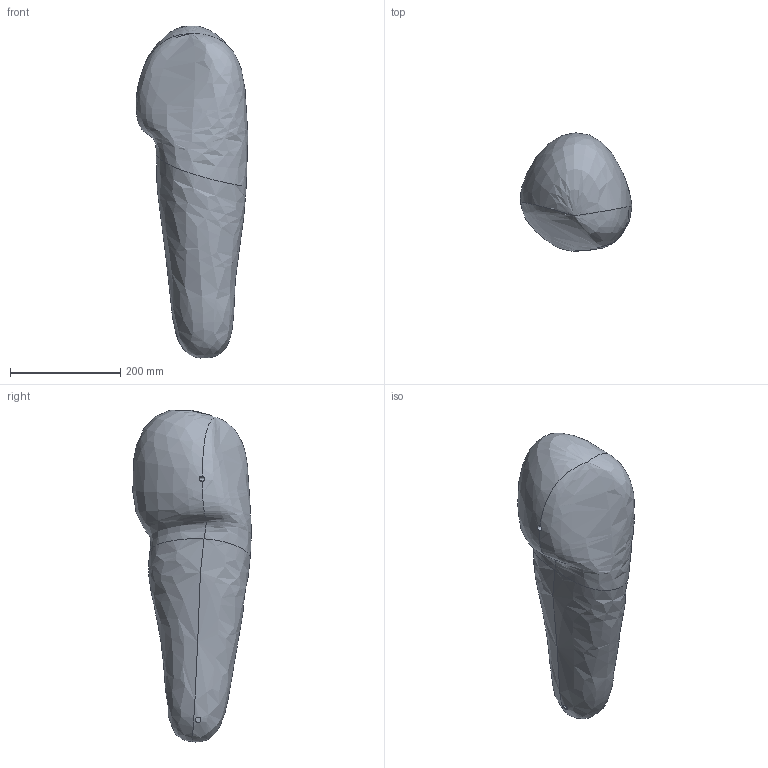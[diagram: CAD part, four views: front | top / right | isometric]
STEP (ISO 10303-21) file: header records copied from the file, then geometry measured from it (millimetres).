
FILE_DESCRIPTION (( 'STEP AP203' ), '1' );
FILE_NAME ('Mirrorr_thigh_Default_sldprt.STEP', '2020-01-15T12:28:30', ( '' ), ( '' ), 'SwSTEP 2.0', 'SolidWorks 2017', '' );
FILE_SCHEMA (( 'CONFIG_CONTROL_DESIGN' ));
Length unit declared in the file: millimetre
Products named in the file (1): Mirrorr_thigh_Default_sldprt
Bounding box: 202.65 x 214.64 x 602.28 mm (x, y, z)
Volume: 11310693.6 mm3; surface area: 313160.6 mm2
Topology: 1 solids, 1 shells, 16 faces, 39 edges, 22 vertices
Faces by surface type: cylinder 7, plane 5, bspline 4
Entity records: 851 total; most frequent: CARTESIAN_POINT 453, ORIENTED_EDGE 70, DIRECTION 56, EDGE_CURVE 35, AXIS2_PLACEMENT_3D 23, VERTEX_POINT 22, EDGE_LOOP 17, ADVANCED_FACE 16
